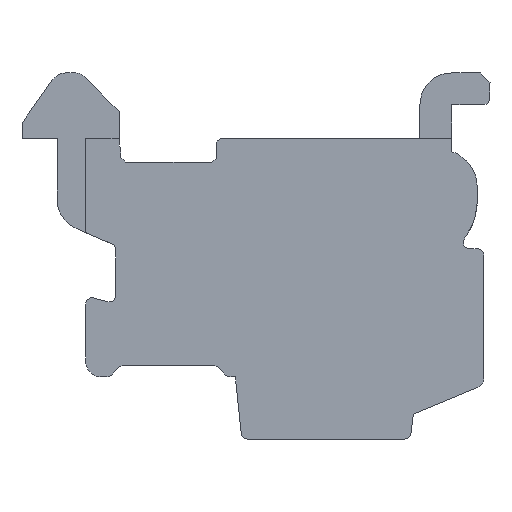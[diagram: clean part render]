
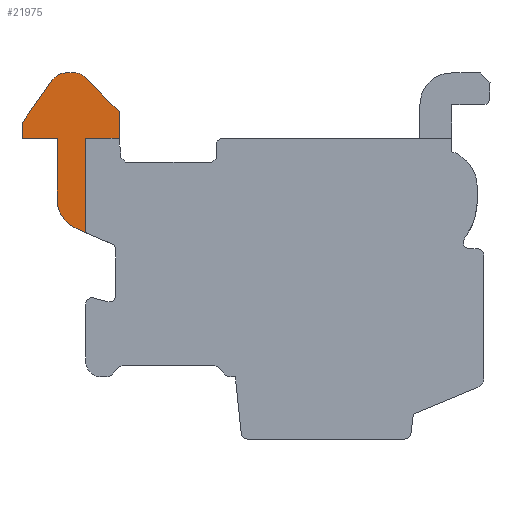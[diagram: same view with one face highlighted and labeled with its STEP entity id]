
A CAD part, front view. The second image highlights one B-rep face of the part: STEP entity #21975.
In plain terms, the highlighted planar face has unit normal (0, -1, 0).
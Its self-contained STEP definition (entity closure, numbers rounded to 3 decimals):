
#299=DIRECTION('',(0.916,0.,-0.401));
#300=VECTOR('',#299,0.328);
#301=CARTESIAN_POINT('',(-5.671,-92.9,
0.645));
#302=LINE('',#301,#300);
#5803=DIRECTION('',(-1.,0.,0.));
#5804=VECTOR('',#5803,1.1);
#5805=CARTESIAN_POINT('',(-6.27,-92.9,
3.476));
#5806=LINE('',#5805,#5804);
#6031=DIRECTION('',(0.,0.,1.));
#6032=VECTOR('',#6031,1.914);
#6033=CARTESIAN_POINT('',(-6.27,-92.9,
1.561));
#6034=LINE('',#6033,#6032);
#6293=CARTESIAN_POINT('',(-5.27,-92.9,
1.561));
#6294=DIRECTION('',(0.,1.,0.));
#6295=DIRECTION('',(-0.401,0.,-0.916));
#6296=AXIS2_PLACEMENT_3D('',#6293,#6294,#6295);
#6341=DIRECTION('',(0.,0.,-1.));
#6342=VECTOR('',#6341,0.845);
#6343=CARTESIAN_POINT('',(-4.32,-92.9,
4.32));
#6344=LINE('',#6343,#6342);
#7234=DIRECTION('',(0.,0.,1.));
#7235=VECTOR('',#7234,2.963);
#7236=CARTESIAN_POINT('',(-5.37,-92.9,
0.513));
#7237=LINE('',#7236,#7235);
#7242=CARTESIAN_POINT('',(-4.32,-92.9,
3.476));
#7243=CARTESIAN_POINT('',(-4.67,-92.9,
3.476));
#7244=CARTESIAN_POINT('',(-5.02,-92.9,
3.477));
#7245=CARTESIAN_POINT('',(-5.37,-92.9,
3.477));
#7451=DIRECTION('',(0.,0.,1.));
#7452=VECTOR('',#7451,0.475);
#7453=CARTESIAN_POINT('',(-7.37,-92.9,
3.475));
#7454=LINE('',#7453,#7452);
#7679=DIRECTION('',(0.575,0.,0.818));
#7680=VECTOR('',#7679,1.666);
#7681=CARTESIAN_POINT('',(-7.37,-92.9,
3.95));
#7682=LINE('',#7681,#7680);
#7941=CARTESIAN_POINT('',(-6.003,-92.9,
5.025));
#7942=DIRECTION('',(0.,1.,0.));
#7943=DIRECTION('',(-0.818,0.,0.575));
#7944=AXIS2_PLACEMENT_3D('',#7941,#7942,#7943);
#8173=DIRECTION('',(1.,0.,0.));
#8174=VECTOR('',#8173,0.312);
#8175=CARTESIAN_POINT('',(-6.003,-92.9,
5.525));
#8176=LINE('',#8175,#8174);
#8435=CARTESIAN_POINT('',(-5.691,-92.9,
5.125));
#8436=DIRECTION('',(0.,1.,0.));
#8437=DIRECTION('',(0.,0.,1.));
#8438=AXIS2_PLACEMENT_3D('',#8435,#8436,#8437);
#8667=DIRECTION('',(0.707,0.,-0.707));
#8668=VECTOR('',#8667,1.538);
#8669=CARTESIAN_POINT('',(-5.408,-92.9,
5.408));
#8670=LINE('',#8669,#8668);
#11381=CARTESIAN_POINT('',(-7.37,-92.9,
3.475));
#11382=CARTESIAN_POINT('',(-7.37,-92.9,
3.95));
#11383=VERTEX_POINT('',#11381);
#11384=VERTEX_POINT('',#11382);
#11385=CARTESIAN_POINT('',(-6.412,-92.9,
5.313));
#11386=VERTEX_POINT('',#11385);
#11387=CARTESIAN_POINT('',(-6.003,-92.9,
5.525));
#11388=VERTEX_POINT('',#11387);
#11389=CARTESIAN_POINT('',(-5.691,-92.9,
5.525));
#11390=VERTEX_POINT('',#11389);
#11391=CARTESIAN_POINT('',(-5.408,-92.9,
5.408));
#11392=VERTEX_POINT('',#11391);
#11393=CARTESIAN_POINT('',(-4.32,-92.9,
4.32));
#11394=VERTEX_POINT('',#11393);
#11395=CARTESIAN_POINT('',(-4.32,-92.9,
3.476));
#11396=VERTEX_POINT('',#11395);
#12929=CARTESIAN_POINT('',(-5.671,-92.9,
0.645));
#12930=CARTESIAN_POINT('',(-5.37,-92.9,
0.513));
#12931=VERTEX_POINT('',#12929);
#12932=VERTEX_POINT('',#12930);
#12935=CARTESIAN_POINT('',(-6.27,-92.9,
1.561));
#12936=VERTEX_POINT('',#12935);
#12937=CARTESIAN_POINT('',(-6.27,-92.9,
3.476));
#12938=VERTEX_POINT('',#12937);
#12939=CARTESIAN_POINT('',(-5.37,-92.9,
3.477));
#12941=VERTEX_POINT('',#12939);
#21949=CARTESIAN_POINT('',(7.33,-92.9,
3.475));
#21950=DIRECTION('',(0.,1.,0.));
#21951=DIRECTION('',(0.,0.,1.));
#21952=AXIS2_PLACEMENT_3D('',#21949,#21950,#21951);
#21953=PLANE('',#21952);
#21954=ORIENTED_EDGE('',*,*,#18028,.T.);
#21955=ORIENTED_EDGE('',*,*,#21925,.F.);
#21956=ORIENTED_EDGE('',*,*,#13193,.F.);
#21957=ORIENTED_EDGE('',*,*,#21272,.T.);
#21958=ORIENTED_EDGE('',*,*,#21009,.T.);
#21959=ORIENTED_EDGE('',*,*,#20727,.T.);
#21961=ORIENTED_EDGE('',*,*,#21960,.T.);
#21963=ORIENTED_EDGE('',*,*,#21962,.T.);
#21965=ORIENTED_EDGE('',*,*,#21964,.T.);
#21967=ORIENTED_EDGE('',*,*,#21966,.T.);
#21969=ORIENTED_EDGE('',*,*,#21968,.T.);
#21971=ORIENTED_EDGE('',*,*,#21970,.T.);
#21972=ORIENTED_EDGE('',*,*,#21366,.T.);
#21973=EDGE_LOOP('',(#21954,#21955,#21956,#21957,#21958,#21959,#21961,#21963,
#21965,#21967,#21969,#21971,#21972));
#21974=FACE_OUTER_BOUND('',#21973,.F.);
#21975=ADVANCED_FACE('',(#21974),#21953,.F.);
#6297=CIRCLE('',#6296,1.);
#7246=B_SPLINE_CURVE_WITH_KNOTS('',3,(#7242,#7243,#7244,#7245),.UNSPECIFIED.,
.F.,.F.,(4,4),(0.,1.),.UNSPECIFIED.);
#7945=CIRCLE('',#7944,0.5);
#8439=CIRCLE('',#8438,0.4);
#13193=EDGE_CURVE('',#12931,#12932,#302,.T.);
#18028=EDGE_CURVE('',#11396,#12941,#7246,.T.);
#20727=EDGE_CURVE('',#12938,#11383,#5806,.T.);
#21009=EDGE_CURVE('',#12936,#12938,#6034,.T.);
#21272=EDGE_CURVE('',#12931,#12936,#6297,.T.);
#21366=EDGE_CURVE('',#11394,#11396,#6344,.T.);
#21925=EDGE_CURVE('',#12932,#12941,#7237,.T.);
#21960=EDGE_CURVE('',#11383,#11384,#7454,.T.);
#21962=EDGE_CURVE('',#11384,#11386,#7682,.T.);
#21964=EDGE_CURVE('',#11386,#11388,#7945,.T.);
#21966=EDGE_CURVE('',#11388,#11390,#8176,.T.);
#21968=EDGE_CURVE('',#11390,#11392,#8439,.T.);
#21970=EDGE_CURVE('',#11392,#11394,#8670,.T.);
